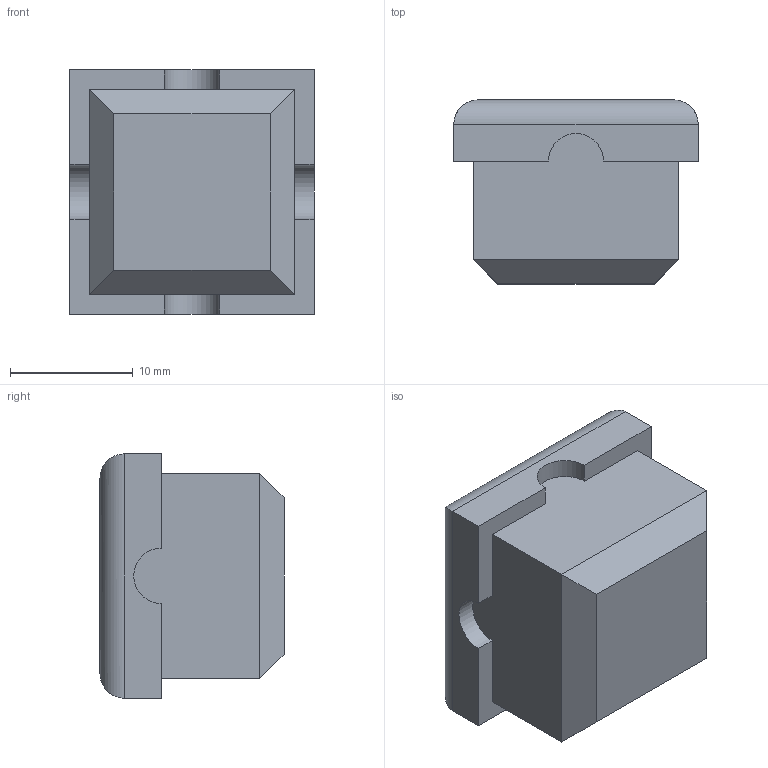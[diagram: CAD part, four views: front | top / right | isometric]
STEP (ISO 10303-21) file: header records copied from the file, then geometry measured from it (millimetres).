
FILE_DESCRIPTION (( 'STEP AP214' ), '1' );
FILE_NAME ('embout_rev1.STEP', '2025-11-07T08:54:29', ( '' ), ( '' ), 'SwSTEP 2.0', 'SolidWorks 2023', '' );
FILE_SCHEMA (( 'AUTOMOTIVE_DESIGN' ));
Length unit declared in the file: millimetre
Products named in the file (1): embout_rev1
Bounding box: 19.9 x 15 x 19.9 mm (x, y, z)
Volume: 4536.7 mm3; surface area: 1719.6 mm2
Topology: 1 solids, 1 shells, 26 faces, 64 edges, 40 vertices
Faces by surface type: plane 18, cylinder 8
Entity records: 775 total; most frequent: CARTESIAN_POINT 143, ORIENTED_EDGE 128, DIRECTION 122, EDGE_CURVE 64, LINE 52, VECTOR 52, VERTEX_POINT 40, AXIS2_PLACEMENT_3D 35
